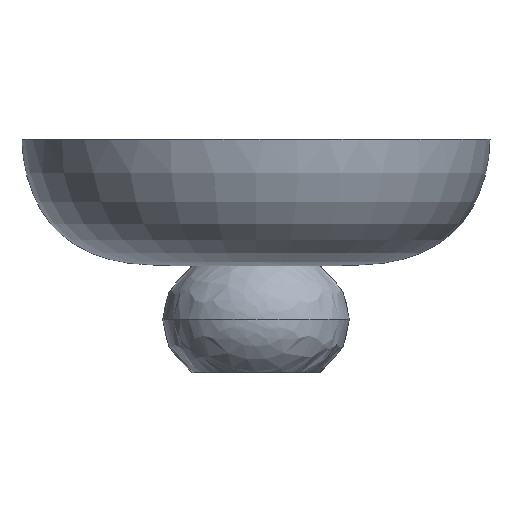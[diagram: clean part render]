
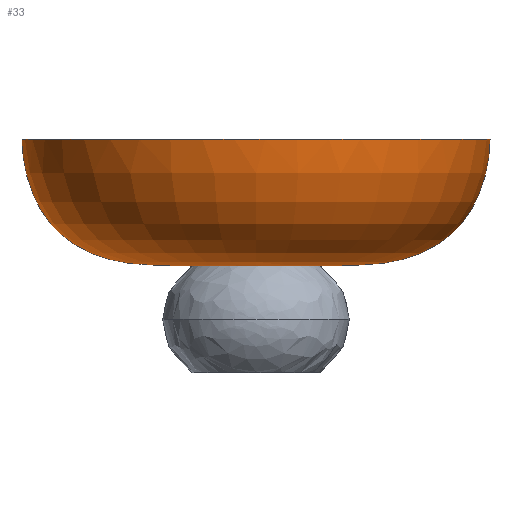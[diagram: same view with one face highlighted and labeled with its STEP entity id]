
A CAD part, front view. The second image highlights one B-rep face of the part: STEP entity #33.
In plain terms, the highlighted free-form (B-spline) face has degree [2, 3] with [5, 8] control points.
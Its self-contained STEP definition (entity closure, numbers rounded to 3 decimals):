
#33=ADVANCED_FACE('',(#47),#156,.T.);
#47=FACE_OUTER_BOUND('',#61,.T.);
#61=EDGE_LOOP('',(#90,#91,#92));
#90=ORIENTED_EDGE('',*,*,#105,.T.);
#91=ORIENTED_EDGE('',*,*,#106,.T.);
#92=ORIENTED_EDGE('',*,*,#114,.F.);
#105=EDGE_CURVE('',#142,#143,#126,.T.);
#106=EDGE_CURVE('',#143,#148,#127,.T.);
#114=EDGE_CURVE('',#142,#148,#133,.T.);
#126=(
BOUNDED_CURVE()
B_SPLINE_CURVE(3,(#1096,#1097,#1098,#1099,#1100,#1101,#1102,#1103),
 .UNSPECIFIED.,.F.,.F.)
B_SPLINE_CURVE_WITH_KNOTS((4,1,1,1,1,4),(0.,63.,126.,189.,252.,315.),
 .UNSPECIFIED.)
CURVE()
GEOMETRIC_REPRESENTATION_ITEM()
RATIONAL_B_SPLINE_CURVE((1.,1.,1.,1.,1.,1.,1.,1.))
REPRESENTATION_ITEM('')
);
#127=(
BOUNDED_CURVE()
B_SPLINE_CURVE(2,(#1104,#1105,#1106,#1107,#1108),.UNSPECIFIED.,.F.,.F.)
B_SPLINE_CURVE_WITH_KNOTS((3,2,3),(-628.319,-471.239,
-314.159),.UNSPECIFIED.)
CURVE()
GEOMETRIC_REPRESENTATION_ITEM()
RATIONAL_B_SPLINE_CURVE((1.,0.707,1.,0.707,1.))
REPRESENTATION_ITEM('')
);
#133=(
BOUNDED_CURVE()
B_SPLINE_CURVE(3,(#1220,#1221,#1222,#1223,#1224,#1225,#1226,#1227),
 .UNSPECIFIED.,.F.,.F.)
B_SPLINE_CURVE_WITH_KNOTS((4,1,1,1,1,4),(0.,63.,126.,189.,252.,315.),
 .UNSPECIFIED.)
CURVE()
GEOMETRIC_REPRESENTATION_ITEM()
RATIONAL_B_SPLINE_CURVE((1.,1.,1.,1.,1.,1.,1.,1.))
REPRESENTATION_ITEM('')
);
#142=VERTEX_POINT('',#1071);
#143=VERTEX_POINT('',#1072);
#148=VERTEX_POINT('',#1077);
#156=(
BOUNDED_SURFACE()
B_SPLINE_SURFACE(2,3,((#770,#771,#772,#773,#774,#775,#776,#777),(#778,#779,
#780,#781,#782,#783,#784,#785),(#786,#787,#788,#789,#790,#791,#792,#793),
(#794,#795,#796,#797,#798,#799,#800,#801),(#802,#803,#804,#805,#806,#807,
#808,#809)),.UNSPECIFIED.,.F.,.F.,.F.)
B_SPLINE_SURFACE_WITH_KNOTS((3,2,3),(4,1,1,1,1,4),(314.159,471.239,
628.319),(0.,63.,126.,189.,252.,315.),.UNSPECIFIED.)
GEOMETRIC_REPRESENTATION_ITEM()
RATIONAL_B_SPLINE_SURFACE(((1.,1.,1.,1.,1.,1.,1.,1.),(0.707,
0.707,0.707,0.707,0.707,
0.707,0.707,0.707),(1.,1.,1.,1.,1.,
1.,1.,1.),(0.707,0.707,0.707,0.707,
0.707,0.707,0.707,0.707),
(1.,1.,1.,1.,1.,1.,1.,1.)))
REPRESENTATION_ITEM('')
SURFACE()
);
#770=CARTESIAN_POINT('',(3431.287,-147.311,46.235));
#771=CARTESIAN_POINT('',(3411.396,-147.372,46.235));
#772=CARTESIAN_POINT('',(3400.329,-147.372,46.235));
#773=CARTESIAN_POINT('',(3372.106,-147.372,46.235));
#774=CARTESIAN_POINT('',(3349.476,-147.372,56.043));
#775=CARTESIAN_POINT('',(3336.724,-147.372,71.546));
#776=CARTESIAN_POINT('',(3331.287,-147.372,89.736));
#777=CARTESIAN_POINT('',(3331.287,-147.372,100.292));
#778=CARTESIAN_POINT('',(3431.287,-147.311,46.235));
#779=CARTESIAN_POINT('',(3411.456,-167.263,46.235));
#780=CARTESIAN_POINT('',(3400.389,-178.33,46.235));
#781=CARTESIAN_POINT('',(3372.166,-206.554,46.235));
#782=CARTESIAN_POINT('',(3349.537,-229.183,56.043));
#783=CARTESIAN_POINT('',(3336.785,-241.935,71.546));
#784=CARTESIAN_POINT('',(3331.348,-247.372,89.736));
#785=CARTESIAN_POINT('',(3331.348,-247.372,100.292));
#786=CARTESIAN_POINT('',(3431.287,-147.311,46.235));
#787=CARTESIAN_POINT('',(3431.348,-167.203,46.235));
#788=CARTESIAN_POINT('',(3431.348,-178.27,46.235));
#789=CARTESIAN_POINT('',(3431.348,-206.493,46.235));
#790=CARTESIAN_POINT('',(3431.348,-229.122,56.043));
#791=CARTESIAN_POINT('',(3431.348,-241.874,71.546));
#792=CARTESIAN_POINT('',(3431.348,-247.311,89.736));
#793=CARTESIAN_POINT('',(3431.348,-247.311,100.292));
#794=CARTESIAN_POINT('',(3431.287,-147.311,46.235));
#795=CARTESIAN_POINT('',(3451.239,-167.142,46.235));
#796=CARTESIAN_POINT('',(3462.306,-178.209,46.235));
#797=CARTESIAN_POINT('',(3490.529,-206.432,46.235));
#798=CARTESIAN_POINT('',(3513.159,-229.062,56.043));
#799=CARTESIAN_POINT('',(3525.911,-241.814,71.546));
#800=CARTESIAN_POINT('',(3531.348,-247.251,89.736));
#801=CARTESIAN_POINT('',(3531.348,-247.251,100.292));
#802=CARTESIAN_POINT('',(3431.287,-147.311,46.235));
#803=CARTESIAN_POINT('',(3451.178,-147.251,46.235));
#804=CARTESIAN_POINT('',(3462.245,-147.251,46.235));
#805=CARTESIAN_POINT('',(3490.469,-147.251,46.235));
#806=CARTESIAN_POINT('',(3513.098,-147.251,56.043));
#807=CARTESIAN_POINT('',(3525.85,-147.251,71.546));
#808=CARTESIAN_POINT('',(3531.287,-147.251,89.736));
#809=CARTESIAN_POINT('',(3531.287,-147.251,100.292));
#1071=CARTESIAN_POINT('',(3431.287,-147.311,46.235));
#1072=CARTESIAN_POINT('',(3531.287,-147.251,100.292));
#1077=CARTESIAN_POINT('',(3331.287,-147.372,100.292));
#1096=CARTESIAN_POINT('',(3431.287,-147.311,46.235));
#1097=CARTESIAN_POINT('',(3451.178,-147.251,46.235));
#1098=CARTESIAN_POINT('',(3462.245,-147.251,46.235));
#1099=CARTESIAN_POINT('',(3490.469,-147.251,46.235));
#1100=CARTESIAN_POINT('',(3513.098,-147.251,56.043));
#1101=CARTESIAN_POINT('',(3525.85,-147.251,71.546));
#1102=CARTESIAN_POINT('',(3531.287,-147.251,89.736));
#1103=CARTESIAN_POINT('',(3531.287,-147.251,100.292));
#1104=CARTESIAN_POINT('',(3531.287,-147.251,100.292));
#1105=CARTESIAN_POINT('',(3531.348,-247.251,100.292));
#1106=CARTESIAN_POINT('',(3431.348,-247.311,100.292));
#1107=CARTESIAN_POINT('',(3331.348,-247.372,100.292));
#1108=CARTESIAN_POINT('',(3331.287,-147.372,100.292));
#1220=CARTESIAN_POINT('',(3431.287,-147.311,46.235));
#1221=CARTESIAN_POINT('',(3411.396,-147.372,46.235));
#1222=CARTESIAN_POINT('',(3400.329,-147.372,46.235));
#1223=CARTESIAN_POINT('',(3372.106,-147.372,46.235));
#1224=CARTESIAN_POINT('',(3349.476,-147.372,56.043));
#1225=CARTESIAN_POINT('',(3336.724,-147.372,71.546));
#1226=CARTESIAN_POINT('',(3331.287,-147.372,89.736));
#1227=CARTESIAN_POINT('',(3331.287,-147.372,100.292));
